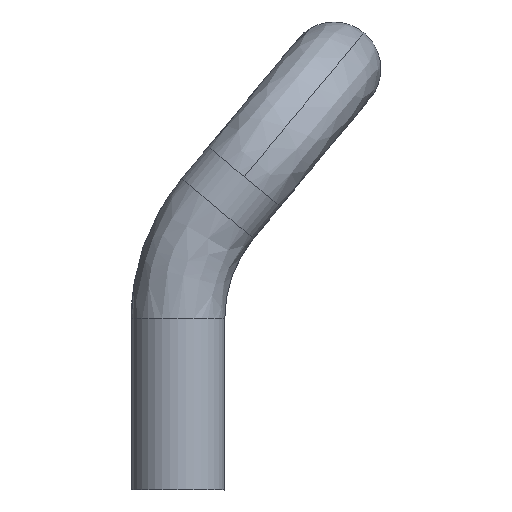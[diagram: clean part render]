
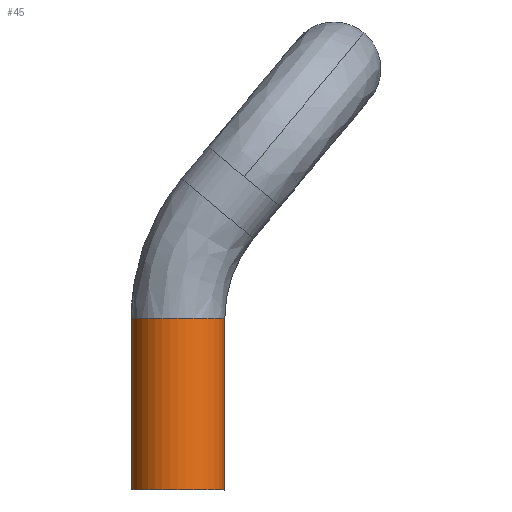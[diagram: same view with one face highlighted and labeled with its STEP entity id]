
A CAD part, left-side view. The second image highlights one B-rep face of the part: STEP entity #45.
In plain terms, the highlighted cylindrical face has radius 3 mm (diameter 6 mm), a partial arc.
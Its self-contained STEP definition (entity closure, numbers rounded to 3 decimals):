
#45=ADVANCED_FACE('',(#119),#118,.T.);
#118=CYLINDRICAL_SURFACE('',#358,3.);
#119=FACE_OUTER_BOUND('',#359,.T.);
#355=CARTESIAN_POINT('',(-30.,10.,-18.5));
#356=DIRECTION('',(0.,0.,-1.));
#357=DIRECTION('',(0.,1.,0.));
#358=AXIS2_PLACEMENT_3D('',#355,#356,#357);
#359=EDGE_LOOP('',(#595,#596,#597,#598));
#595=ORIENTED_EDGE('',*,*,#722,.F.);
#596=ORIENTED_EDGE('',*,*,#718,.T.);
#597=ORIENTED_EDGE('',*,*,#707,.T.);
#598=ORIENTED_EDGE('',*,*,#721,.F.);
#707=EDGE_CURVE('',#771,#770,#778,.T.);
#718=EDGE_CURVE('',#854,#771,#855,.T.);
#721=EDGE_CURVE('',#868,#770,#875,.T.);
#722=EDGE_CURVE('',#854,#868,#881,.T.);
#770=VERTEX_POINT('',#1196);
#771=VERTEX_POINT('',#1197);
#778=CIRCLE('',#1205,3.);
#854=VERTEX_POINT('',#1256);
#855=(BOUNDED_CURVE() B_SPLINE_CURVE(1,(#1257,#1258),.UNSPECIFIED.,.F.,.F.) B_SPLINE_CURVE_WITH_KNOTS((2,2),(0.083,0.917),.UNSPECIFIED.) CURVE() GEOMETRIC_REPRESENTATION_ITEM() RATIONAL_B_SPLINE_CURVE((1.,1.)) REPRESENTATION_ITEM('') );
#868=VERTEX_POINT('',#1264);
#875=(BOUNDED_CURVE() B_SPLINE_CURVE(1,(#1269,#1270),.UNSPECIFIED.,.F.,.F.) B_SPLINE_CURVE_WITH_KNOTS((2,2),(0.083,0.917),.UNSPECIFIED.) CURVE() GEOMETRIC_REPRESENTATION_ITEM() RATIONAL_B_SPLINE_CURVE((0.75,0.75)) REPRESENTATION_ITEM('') );
#881=CIRCLE('',#1274,3.);
#1196=CARTESIAN_POINT('',(-30.,7.,-24.));
#1197=CARTESIAN_POINT('',(-30.,13.,-24.));
#1202=CARTESIAN_POINT('',(-30.,10.,-24.));
#1203=DIRECTION('',(0.,0.,1.));
#1204=DIRECTION('',(0.,1.,0.));
#1205=AXIS2_PLACEMENT_3D('',#1202,#1203,#1204);
#1256=CARTESIAN_POINT('',(-30.,13.,-13.));
#1257=CARTESIAN_POINT('',(-30.,13.,-13.));
#1258=CARTESIAN_POINT('',(-30.,13.,-24.));
#1264=CARTESIAN_POINT('',(-30.,7.,-13.));
#1269=CARTESIAN_POINT('',(-30.,7.,-13.));
#1270=CARTESIAN_POINT('',(-30.,7.,-24.));
#1271=CARTESIAN_POINT('',(-30.,10.,-13.));
#1272=DIRECTION('',(0.,0.,1.));
#1273=DIRECTION('',(1.,0.,0.));
#1274=AXIS2_PLACEMENT_3D('',#1271,#1272,#1273);
